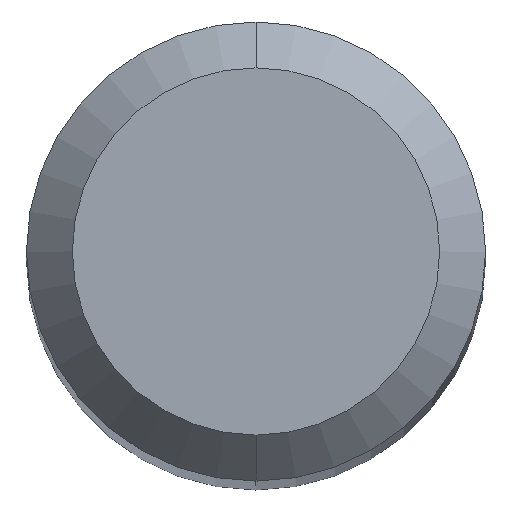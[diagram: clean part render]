
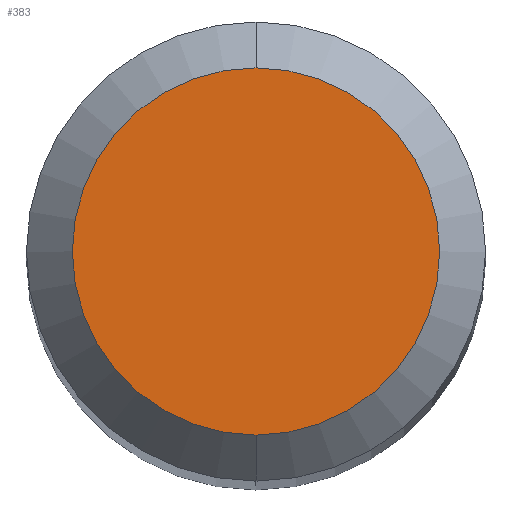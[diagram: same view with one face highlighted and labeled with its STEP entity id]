
A CAD part, top view. The second image highlights one B-rep face of the part: STEP entity #383.
In plain terms, the highlighted planar face has unit normal (0, 0, 1).
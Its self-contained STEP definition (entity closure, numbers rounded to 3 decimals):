
#22 = CARTESIAN_POINT ( 'NONE',  ( 0., 0., 38. ) ) ;
#25 = CIRCLE ( 'NONE', #352, 1.2 ) ;
#27 = CARTESIAN_POINT ( 'NONE',  ( 0., -1.2, 38. ) ) ;
#59 = DIRECTION ( 'NONE',  ( 0., 0., -1. ) ) ;
#63 = PLANE ( 'NONE',  #254 ) ;
#67 = DIRECTION ( 'NONE',  ( 0., 1., 0. ) ) ;
#101 = DIRECTION ( 'NONE',  ( 0., 1., 0. ) ) ;
#128 = ORIENTED_EDGE ( 'NONE', *, *, #313, .F. ) ;
#134 = DIRECTION ( 'NONE',  ( 0., 1., 0. ) ) ;
#152 = VERTEX_POINT ( 'NONE', #178 ) ;
#162 = ORIENTED_EDGE ( 'NONE', *, *, #430, .F. ) ;
#178 = CARTESIAN_POINT ( 'NONE',  ( 0., 1.2, 38. ) ) ;
#196 = DIRECTION ( 'NONE',  ( 0., 0., -1. ) ) ;
#213 = CIRCLE ( 'NONE', #357, 1.2 ) ;
#254 = AXIS2_PLACEMENT_3D ( 'NONE', #22, #196, #67 ) ;
#261 = DIRECTION ( 'NONE',  ( 0., 0., -1. ) ) ;
#269 = FACE_OUTER_BOUND ( 'NONE', #346, .T. ) ;
#313 = EDGE_CURVE ( 'NONE', #152, #403, #25, .T. ) ;
#341 = CARTESIAN_POINT ( 'NONE',  ( 0., 0., 38. ) ) ;
#346 = EDGE_LOOP ( 'NONE', ( #128, #162 ) ) ;
#352 = AXIS2_PLACEMENT_3D ( 'NONE', #424, #261, #101 ) ;
#357 = AXIS2_PLACEMENT_3D ( 'NONE', #341, #59, #134 ) ;
#383 = ADVANCED_FACE ( 'NONE', ( #269 ), #63, .F. ) ;
#403 = VERTEX_POINT ( 'NONE', #27 ) ;
#424 = CARTESIAN_POINT ( 'NONE',  ( 0., 0., 38. ) ) ;
#430 = EDGE_CURVE ( 'NONE', #403, #152, #213, .T. ) ;
